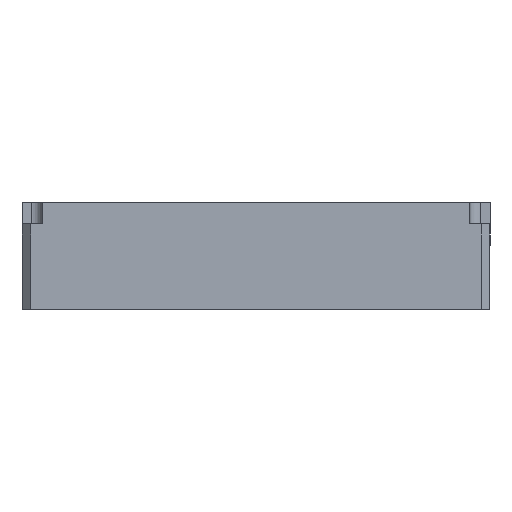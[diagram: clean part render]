
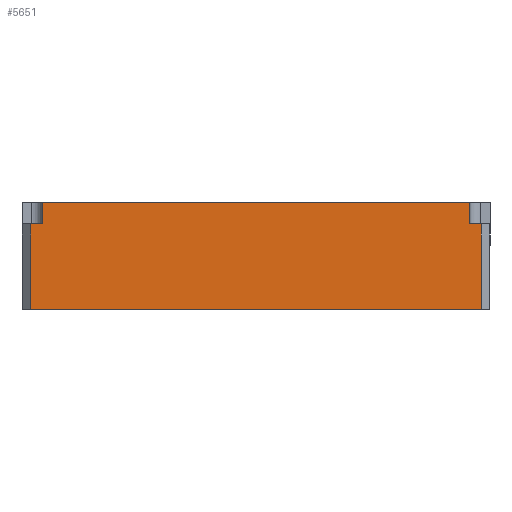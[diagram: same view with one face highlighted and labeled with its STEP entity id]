
A CAD part, front view. The second image highlights one B-rep face of the part: STEP entity #5651.
In plain terms, the highlighted planar face has unit normal (0, -1, 0).
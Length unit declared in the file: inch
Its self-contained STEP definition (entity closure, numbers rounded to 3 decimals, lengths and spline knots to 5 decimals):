
#445 = LINE ( 'NONE', #3368, #10116 ) ;
#722 = VERTEX_POINT ( 'NONE', #11159 ) ;
#1378 = LINE ( 'NONE', #6406, #12786 ) ;
#1675 = FACE_OUTER_BOUND ( 'NONE', #8121, .T. ) ;
#1806 = CARTESIAN_POINT ( 'NONE',  ( 0.13, 0., 1.5695 ) ) ;
#1808 = VERTEX_POINT ( 'NONE', #8453 ) ;
#1959 = DIRECTION ( 'NONE',  ( 1., 0., 0. ) ) ;
#2018 = EDGE_CURVE ( 'NONE', #1808, #13835, #13807, .T. ) ;
#2450 = CARTESIAN_POINT ( 'NONE',  ( 0.296, 0., 1.257 ) ) ;
#2880 = ORIENTED_EDGE ( 'NONE', *, *, #2018, .F. ) ;
#3181 = LINE ( 'NONE', #10632, #11707 ) ;
#3368 = CARTESIAN_POINT ( 'NONE',  ( 6.604, 0., 1.257 ) ) ;
#3447 = VERTEX_POINT ( 'NONE', #3459 ) ;
#3449 = VECTOR ( 'NONE', #4919, 39.37008 ) ;
#3459 = CARTESIAN_POINT ( 'NONE',  ( 0.296, 0., 1.257 ) ) ;
#3493 = VECTOR ( 'NONE', #15402, 39.37008 ) ;
#3676 = LINE ( 'NONE', #2450, #3449 ) ;
#3802 = ORIENTED_EDGE ( 'NONE', *, *, #7775, .F. ) ;
#4190 = LINE ( 'NONE', #1806, #11427 ) ;
#4919 = DIRECTION ( 'NONE',  ( 0., 0., 1. ) ) ;
#5440 = CARTESIAN_POINT ( 'NONE',  ( 0.13, 0., 1.257 ) ) ;
#5540 = DIRECTION ( 'NONE',  ( 0., 0., 1. ) ) ;
#5651 = ADVANCED_FACE ( 'NONE', ( #1675 ), #11745, .F. ) ;
#6259 = VECTOR ( 'NONE', #11496, 39.37008 ) ;
#6323 = ORIENTED_EDGE ( 'NONE', *, *, #14252, .T. ) ;
#6406 = CARTESIAN_POINT ( 'NONE',  ( 0., 0., 1.257 ) ) ;
#6495 = VERTEX_POINT ( 'NONE', #8228 ) ;
#6726 = LINE ( 'NONE', #11585, #3493 ) ;
#7269 = EDGE_CURVE ( 'NONE', #1808, #722, #445, .T. ) ;
#7344 = DIRECTION ( 'NONE',  ( 1., 0., 0. ) ) ;
#7775 = EDGE_CURVE ( 'NONE', #6495, #722, #3181, .T. ) ;
#8034 = EDGE_CURVE ( 'NONE', #8492, #3447, #1378, .T. ) ;
#8121 = EDGE_LOOP ( 'NONE', ( #14412, #3802, #15383, #10986, #6323, #9938, #15192, #2880 ) ) ;
#8228 = CARTESIAN_POINT ( 'NONE',  ( 0.296, 0., 1.5695 ) ) ;
#8453 = CARTESIAN_POINT ( 'NONE',  ( 6.604, 0., 1.257 ) ) ;
#8492 = VERTEX_POINT ( 'NONE', #5440 ) ;
#8501 = CARTESIAN_POINT ( 'NONE',  ( 0.13, 0., 0. ) ) ;
#9126 = CARTESIAN_POINT ( 'NONE',  ( 6.77, 0., 1.257 ) ) ;
#9198 = VERTEX_POINT ( 'NONE', #11501 ) ;
#9499 = LINE ( 'NONE', #8501, #9916 ) ;
#9564 = DIRECTION ( 'NONE',  ( 0., 0., -1. ) ) ;
#9916 = VECTOR ( 'NONE', #7344, 39.37008 ) ;
#9938 = ORIENTED_EDGE ( 'NONE', *, *, #10998, .T. ) ;
#10116 = VECTOR ( 'NONE', #12127, 39.37008 ) ;
#10262 = DIRECTION ( 'NONE',  ( 0., 1., 0. ) ) ;
#10632 = CARTESIAN_POINT ( 'NONE',  ( 0.13, 0., 1.5695 ) ) ;
#10986 = ORIENTED_EDGE ( 'NONE', *, *, #8034, .F. ) ;
#10998 = EDGE_CURVE ( 'NONE', #13450, #9198, #9499, .T. ) ;
#11159 = CARTESIAN_POINT ( 'NONE',  ( 6.604, 0., 1.5695 ) ) ;
#11427 = VECTOR ( 'NONE', #9564, 39.37008 ) ;
#11441 = DIRECTION ( 'NONE',  ( 1., 0., 0. ) ) ;
#11496 = DIRECTION ( 'NONE',  ( 1., 0., 0. ) ) ;
#11501 = CARTESIAN_POINT ( 'NONE',  ( 6.77, 0., 0. ) ) ;
#11585 = CARTESIAN_POINT ( 'NONE',  ( 6.77, 0., 1.5695 ) ) ;
#11707 = VECTOR ( 'NONE', #1959, 39.37008 ) ;
#11745 = PLANE ( 'NONE',  #12667 ) ;
#12007 = EDGE_CURVE ( 'NONE', #3447, #6495, #3676, .T. ) ;
#12127 = DIRECTION ( 'NONE',  ( 0., 0., 1. ) ) ;
#12667 = AXIS2_PLACEMENT_3D ( 'NONE', #12822, #10262, #5540 ) ;
#12786 = VECTOR ( 'NONE', #11441, 39.37008 ) ;
#12822 = CARTESIAN_POINT ( 'NONE',  ( 0.13, 0., 1.5695 ) ) ;
#13336 = CARTESIAN_POINT ( 'NONE',  ( 0.13, 0., 0. ) ) ;
#13450 = VERTEX_POINT ( 'NONE', #13336 ) ;
#13807 = LINE ( 'NONE', #13895, #6259 ) ;
#13820 = EDGE_CURVE ( 'NONE', #13835, #9198, #6726, .T. ) ;
#13835 = VERTEX_POINT ( 'NONE', #9126 ) ;
#13895 = CARTESIAN_POINT ( 'NONE',  ( 6.9, 0., 1.257 ) ) ;
#14252 = EDGE_CURVE ( 'NONE', #8492, #13450, #4190, .T. ) ;
#14412 = ORIENTED_EDGE ( 'NONE', *, *, #7269, .T. ) ;
#15192 = ORIENTED_EDGE ( 'NONE', *, *, #13820, .F. ) ;
#15383 = ORIENTED_EDGE ( 'NONE', *, *, #12007, .F. ) ;
#15402 = DIRECTION ( 'NONE',  ( 0., 0., -1. ) ) ;
